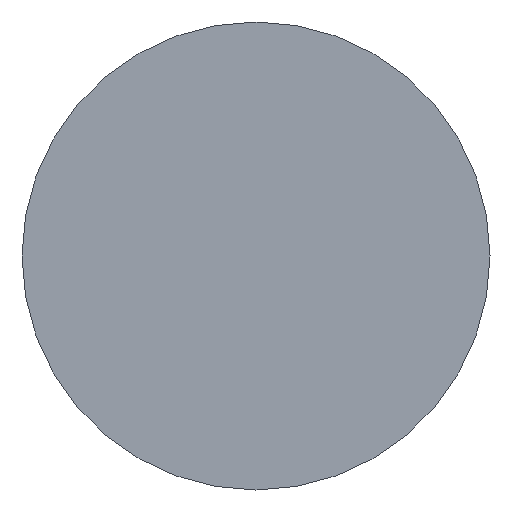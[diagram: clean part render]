
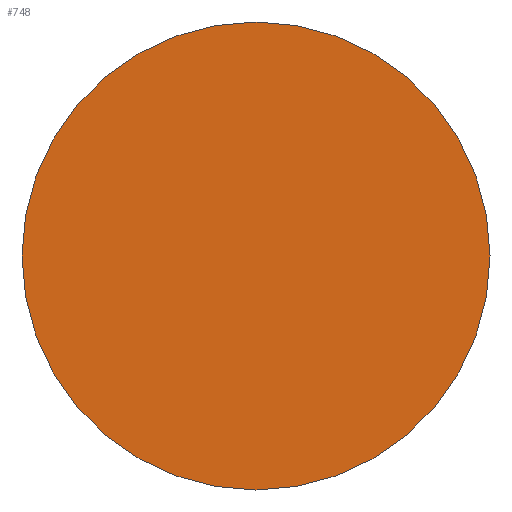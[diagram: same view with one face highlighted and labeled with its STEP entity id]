
A CAD part, front view. The second image highlights one B-rep face of the part: STEP entity #748.
In plain terms, the highlighted planar face has unit normal (0, -1, 0).
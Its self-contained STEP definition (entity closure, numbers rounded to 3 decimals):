
#32=FACE_OUTER_BOUND('',#78,.T.);
#78=EDGE_LOOP('',(#496));
#127=CIRCLE('',#810,9.5);
#317=VERTEX_POINT('',#1126);
#386=EDGE_CURVE('',#317,#317,#127,.T.);
#496=ORIENTED_EDGE('',*,*,#386,.F.);
#715=PLANE('',#809);
#748=ADVANCED_FACE('',(#32),#715,.F.);
#809=AXIS2_PLACEMENT_3D('',#1125,#891,#892);
#810=AXIS2_PLACEMENT_3D('',#1127,#893,#894);
#891=DIRECTION('center_axis',(0.,1.,0.));
#892=DIRECTION('ref_axis',(0.,0.,1.));
#893=DIRECTION('center_axis',(0.,1.,0.));
#894=DIRECTION('ref_axis',(0.,0.,1.));
#1125=CARTESIAN_POINT('Origin',(0.,0.,0.));
#1126=CARTESIAN_POINT('',(0.,0.,-9.5));
#1127=CARTESIAN_POINT('Origin',(0.,0.,0.));
